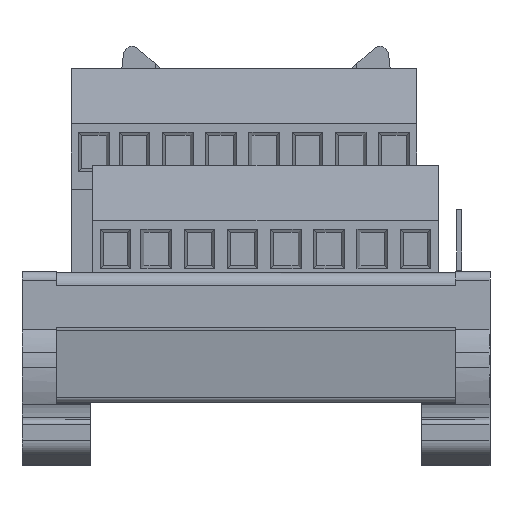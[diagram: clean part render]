
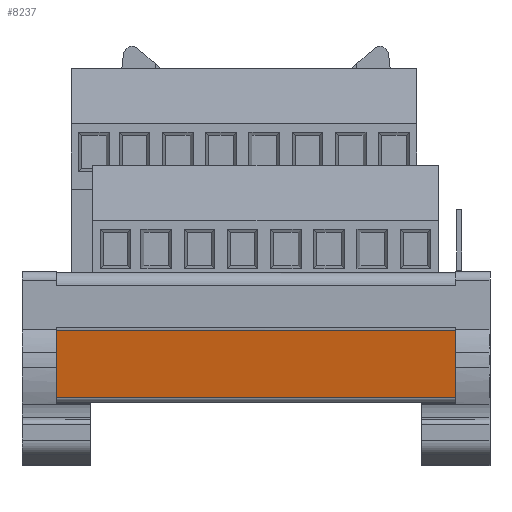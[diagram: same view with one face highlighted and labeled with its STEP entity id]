
A CAD part, front view. The second image highlights one B-rep face of the part: STEP entity #8237.
In plain terms, the highlighted planar face has unit normal (0, -0.985, -0.174).
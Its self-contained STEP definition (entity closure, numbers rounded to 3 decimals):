
#8217=AXIS2_PLACEMENT_3D('Plane Axis2P3D',#8214,#8215,#8216) ;
#1965=CARTESIAN_POINT('Vertex',(4.,0.03,15.903)) ;
#2055=CARTESIAN_POINT('Vertex',(4.,1.429,7.971)) ;
#2058=CARTESIAN_POINT('Line Origine',(4.,0.73,11.937)) ;
#8187=CARTESIAN_POINT('Line Origine',(56.,0.03,15.903)) ;
#8191=CARTESIAN_POINT('Vertex',(51.,0.03,15.903)) ;
#8214=CARTESIAN_POINT('Axis2P3D Location',(56.,0.03,15.903)) ;
#8219=CARTESIAN_POINT('Line Origine',(27.5,1.429,7.971)) ;
#8223=CARTESIAN_POINT('Vertex',(51.,1.429,7.971)) ;
#8226=CARTESIAN_POINT('Line Origine',(51.,0.73,11.937)) ;
#2059=DIRECTION('Vector Direction',(0.,0.174,-0.985)) ;
#8188=DIRECTION('Vector Direction',(-1.,0.,0.)) ;
#8215=DIRECTION('Axis2P3D Direction',(0.,0.985,0.174)) ;
#8216=DIRECTION('Axis2P3D XDirection',(0.,-0.174,0.985)) ;
#8220=DIRECTION('Vector Direction',(-1.,0.,0.)) ;
#8227=DIRECTION('Vector Direction',(0.,-0.174,0.985)) ;
#2060=VECTOR('Line Direction',#2059,1.) ;
#8189=VECTOR('Line Direction',#8188,1.) ;
#8221=VECTOR('Line Direction',#8220,1.) ;
#8228=VECTOR('Line Direction',#8227,1.) ;
#8232=ORIENTED_EDGE('',*,*,#8225,.F.) ;
#8233=ORIENTED_EDGE('',*,*,#8230,.T.) ;
#8234=ORIENTED_EDGE('',*,*,#8193,.T.) ;
#8235=ORIENTED_EDGE('',*,*,#2062,.T.) ;
#8237=ADVANCED_FACE('NONE',(#8236),#8218,.F.) ;
#2062=EDGE_CURVE('',#1966,#2056,#2061,.T.) ;
#8193=EDGE_CURVE('',#8192,#1966,#8190,.T.) ;
#8225=EDGE_CURVE('',#8224,#2056,#8222,.T.) ;
#8230=EDGE_CURVE('',#8224,#8192,#8229,.T.) ;
#8231=EDGE_LOOP('',(#8232,#8233,#8234,#8235)) ;
#8236=FACE_OUTER_BOUND('',#8231,.T.) ;
#2061=LINE('Line',#2058,#2060) ;
#8190=LINE('Line',#8187,#8189) ;
#8222=LINE('Line',#8219,#8221) ;
#8229=LINE('Line',#8226,#8228) ;
#8218=PLANE('',#8217) ;
#1966=VERTEX_POINT('',#1965) ;
#2056=VERTEX_POINT('',#2055) ;
#8192=VERTEX_POINT('',#8191) ;
#8224=VERTEX_POINT('',#8223) ;
